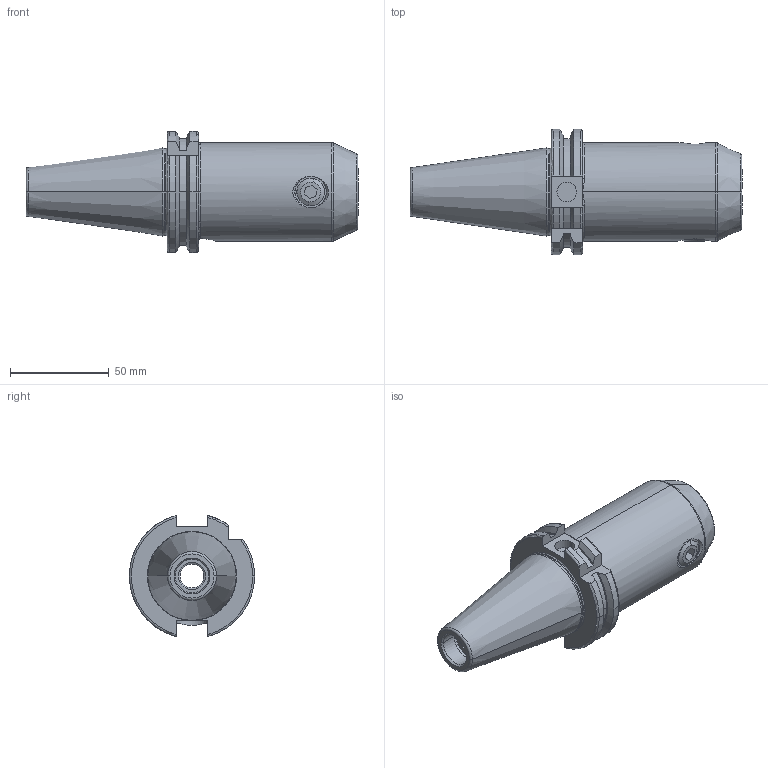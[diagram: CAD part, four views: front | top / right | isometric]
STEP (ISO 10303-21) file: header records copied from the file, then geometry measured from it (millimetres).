
FILE_DESCRIPTION (( 'STEP AP203' ), '1' );
FILE_NAME ('91406-WE118100.STEP', '2023-06-05T06:36:39', ( '' ), ( '' ), 'SwSTEP 2.0', 'SolidWorks 2018', '' );
FILE_SCHEMA (( 'CONFIG_CONTROL_DESIGN' ));
Length unit declared in the file: millimetre
Products named in the file (4): SK40EM18100WW; M14X16_ISO 4026 - M12 x 12-N; 91406-WE118100
Assembly tree (3 placements, depth 3):
  91406-WE118100
    SK40EM18100WW
      SK40EM18100WW
      M14X16_ISO 4026 - M12 x 12-N
Bounding box: 168.4 x 63.55 x 61.48 mm (x, y, z)
Volume: 235608.9 mm3; surface area: 38058.8 mm2
Topology: 2 solids, 2 shells, 127 faces, 310 edges, 193 vertices
Faces by surface type: cylinder 37, plane 37, cone 26, torus 23, sphere 2, bspline 2
Entity records: 4582 total; most frequent: CARTESIAN_POINT 1181, DIRECTION 668, ORIENTED_EDGE 606, EDGE_CURVE 303, AXIS2_PLACEMENT_3D 273, VERTEX_POINT 190, EDGE_LOOP 141, CIRCLE 141
